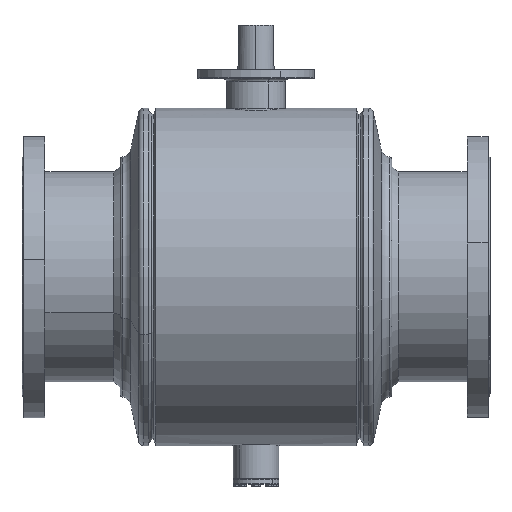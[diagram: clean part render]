
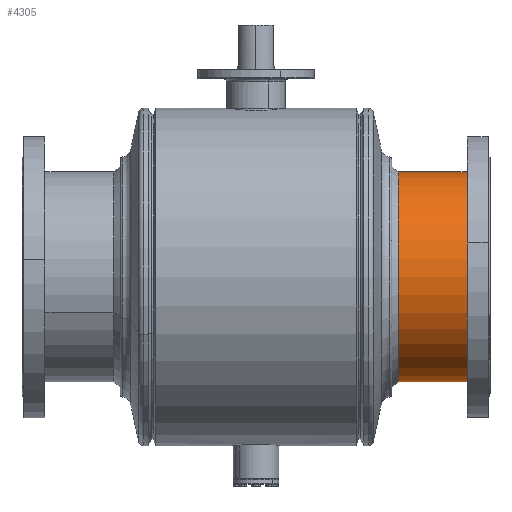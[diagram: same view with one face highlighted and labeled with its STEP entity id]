
A CAD part, top view. The second image highlights one B-rep face of the part: STEP entity #4305.
In plain terms, the highlighted cylindrical face has radius 315 mm (diameter 630 mm), a partial arc.
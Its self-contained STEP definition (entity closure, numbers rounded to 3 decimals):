
#265 = CIRCLE ( 'NONE', #2036, 315. ) ;
#697 = DIRECTION ( 'NONE',  ( 1., 0., 0. ) ) ;
#944 = DIRECTION ( 'NONE',  ( 0., -1., 0. ) ) ;
#1212 = CARTESIAN_POINT ( 'NONE',  ( -315., 0., 0. ) ) ;
#1294 = DIRECTION ( 'NONE',  ( 0., -1., 0. ) ) ;
#1622 = CYLINDRICAL_SURFACE ( 'NONE', #10419, 315. ) ;
#2007 = ORIENTED_EDGE ( 'NONE', *, *, #12732, .F. ) ;
#2036 = AXIS2_PLACEMENT_3D ( 'NONE', #3158, #2761, #697 ) ;
#2299 = AXIS2_PLACEMENT_3D ( 'NONE', #8690, #1294, #9736 ) ;
#2761 = DIRECTION ( 'NONE',  ( 0., -1., 0. ) ) ;
#3158 = CARTESIAN_POINT ( 'NONE',  ( 0., -240.262, 0. ) ) ;
#3385 = VECTOR ( 'NONE', #4528, 1000. ) ;
#3556 = LINE ( 'NONE', #1212, #3385 ) ;
#3766 = CARTESIAN_POINT ( 'NONE',  ( -315., 17.518, 0. ) ) ;
#4043 = EDGE_CURVE ( 'NONE', #7811, #5848, #7221, .T. ) ;
#4176 = EDGE_CURVE ( 'NONE', #12943, #10028, #3556, .T. ) ;
#4305 = ADVANCED_FACE ( 'NONE', ( #11080 ), #1622, .T. ) ;
#4528 = DIRECTION ( 'NONE',  ( 0., -1., 0. ) ) ;
#5837 = CARTESIAN_POINT ( 'NONE',  ( 0., 0., 0. ) ) ;
#5848 = VERTEX_POINT ( 'NONE', #11509 ) ;
#5966 = DIRECTION ( 'NONE',  ( 0., -1., 0. ) ) ;
#6185 = CARTESIAN_POINT ( 'NONE',  ( 315., 0., 0. ) ) ;
#6984 = CARTESIAN_POINT ( 'NONE',  ( 315., 17.518, 0. ) ) ;
#7221 = LINE ( 'NONE', #6185, #12200 ) ;
#7811 = VERTEX_POINT ( 'NONE', #6984 ) ;
#8306 = EDGE_CURVE ( 'NONE', #7811, #12943, #13113, .T. ) ;
#8318 = ORIENTED_EDGE ( 'NONE', *, *, #4043, .F. ) ;
#8690 = CARTESIAN_POINT ( 'NONE',  ( 0., 17.518, 0. ) ) ;
#9008 = CARTESIAN_POINT ( 'NONE',  ( -315., -240.262, 0. ) ) ;
#9534 = EDGE_LOOP ( 'NONE', ( #10865, #9952, #2007, #8318 ) ) ;
#9736 = DIRECTION ( 'NONE',  ( 1., 0., 0. ) ) ;
#9952 = ORIENTED_EDGE ( 'NONE', *, *, #4176, .T. ) ;
#10028 = VERTEX_POINT ( 'NONE', #9008 ) ;
#10185 = DIRECTION ( 'NONE',  ( 1., 0., 0. ) ) ;
#10419 = AXIS2_PLACEMENT_3D ( 'NONE', #5837, #5966, #10185 ) ;
#10865 = ORIENTED_EDGE ( 'NONE', *, *, #8306, .T. ) ;
#11080 = FACE_OUTER_BOUND ( 'NONE', #9534, .T. ) ;
#11509 = CARTESIAN_POINT ( 'NONE',  ( 315., -240.262, 0. ) ) ;
#12200 = VECTOR ( 'NONE', #944, 1000. ) ;
#12732 = EDGE_CURVE ( 'NONE', #5848, #10028, #265, .T. ) ;
#12943 = VERTEX_POINT ( 'NONE', #3766 ) ;
#13113 = CIRCLE ( 'NONE', #2299, 315. ) ;
